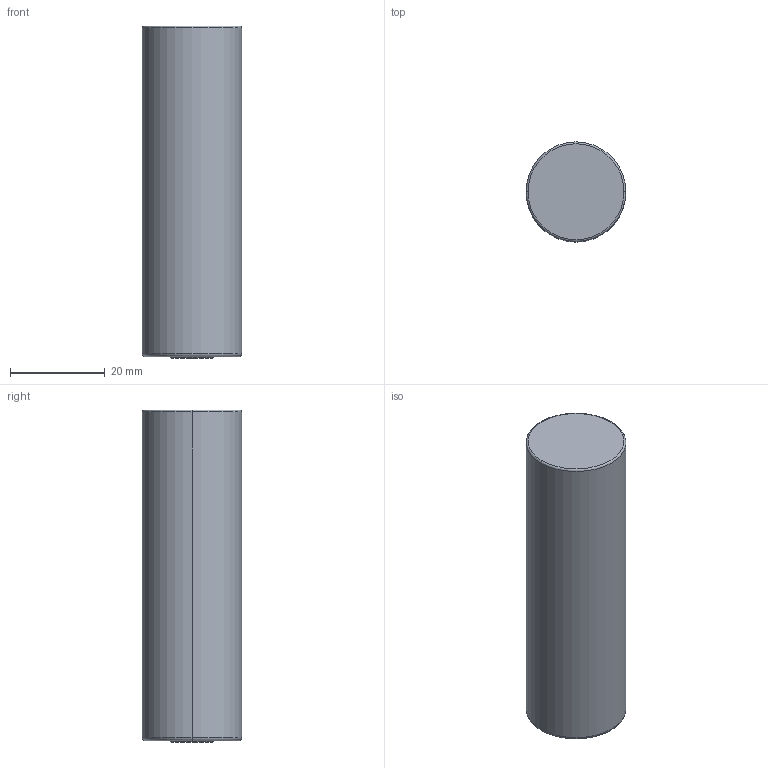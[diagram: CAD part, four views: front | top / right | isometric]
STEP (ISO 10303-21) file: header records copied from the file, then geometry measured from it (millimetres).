
FILE_DESCRIPTION (( 'STEP AP214' ), '1' );
FILE_NAME ('M50 2170 Defeatured.STEP', '2019-01-15T20:43:07', ( '' ), ( '' ), 'SwSTEP 2.0', 'SolidWorks 2017', '' );
FILE_SCHEMA (( 'AUTOMOTIVE_DESIGN' ));
Length unit declared in the file: millimetre
Products named in the file (1): M50 2170 Defeatured
Bounding box: 21.04 x 21.04 x 70.09 mm (x, y, z)
Volume: 24007.9 mm3; surface area: 5547.3 mm2
Topology: 1 solids, 2 shells, 31 faces, 58 edges, 34 vertices
Faces by surface type: torus 12, cylinder 8, plane 7, cone 4
Entity records: 895 total; most frequent: DIRECTION 168, CARTESIAN_POINT 124, ORIENTED_EDGE 116, AXIS2_PLACEMENT_3D 78, EDGE_CURVE 58, CIRCLE 46, EDGE_LOOP 34, VERTEX_POINT 34
